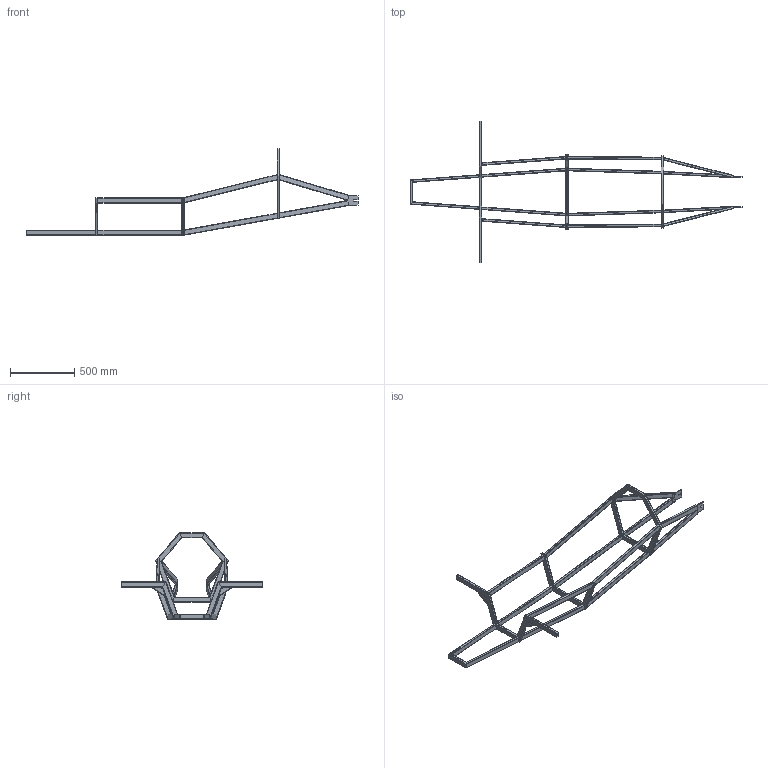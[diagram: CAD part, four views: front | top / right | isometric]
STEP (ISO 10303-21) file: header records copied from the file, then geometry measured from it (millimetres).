
FILE_DESCRIPTION (( 'STEP AP203' ), '1' );
FILE_NAME ('RAMIS-MASTER.STEP', '2025-11-10T08:29:56', ( '' ), ( '' ), 'SwSTEP 2.0', 'SolidWorks 2025', '' );
FILE_SCHEMA (( 'CONFIG_CONTROL_DESIGN' ));
Length unit declared in the file: millimetre
Products named in the file (1): RAMIS-MASTER
Bounding box: 2576.09 x 1100 x 671.99 mm (x, y, z)
Volume: 2973345.2 mm3; surface area: 2915313.9 mm2
Topology: 33 solids, 33 shells, 623 faces, 1680 edges, 1120 vertices
Faces by surface type: plane 345, cylinder 278
Entity records: 19311 total; most frequent: CARTESIAN_POINT 4948, ORIENTED_EDGE 3360, DIRECTION 2480, EDGE_CURVE 1680, VERTEX_POINT 1120, VECTOR 1112, LINE 1112, AXIS2_PLACEMENT_3D 684
